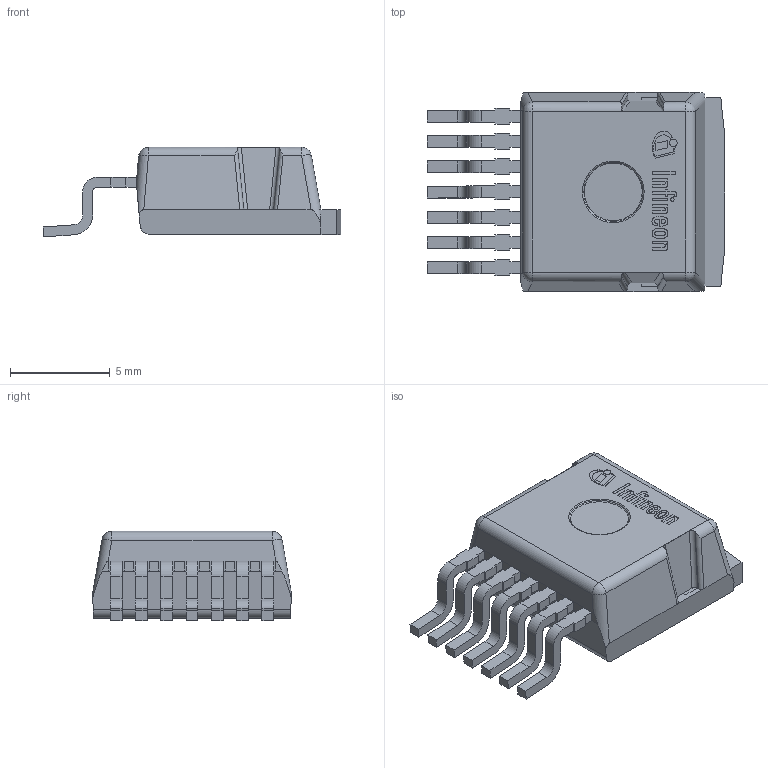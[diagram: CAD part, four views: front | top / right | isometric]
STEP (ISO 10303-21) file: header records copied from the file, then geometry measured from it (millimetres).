
FILE_DESCRIPTION(/* description */ (''),/* implementation_level */ '2;1');
FILE_NAME(/* name */ 'PG-TO263-7-12_3D.stp',/* time_stamp */ '2018-10-04T18:12:22+06:00',/* author */ ('janartha'),/* organization */ (''),/* preprocessor_version */ 'ST-DEVELOPER v16.13',/* originating_system */ 'AutoCAD Mechanical',/* authorisation */ '');
FILE_SCHEMA (('AUTOMOTIVE_DESIGN { 1 0 10303 214 3 1 1 }'));
Length unit declared in the file: millimetre
Products named in the file (1): Product
Bounding box: 14.95 x 10 x 4.51 mm (x, y, z)
Volume: 450 mm3; surface area: 584 mm2
Topology: 21 solids, 21 shells, 434 faces, 1156 edges, 765 vertices
Faces by surface type: plane 267, cylinder 161, sphere 4, torus 2
Full cylindrical faces by diameter (mm): 0.183 x1, 0.378 x1
Entity records: 13567 total; most frequent: CARTESIAN_POINT 2416, DIRECTION 2341, ORIENTED_EDGE 2304, EDGE_CURVE 1152, LINE 817, VECTOR 817, VERTEX_POINT 765, AXIS2_PLACEMENT_3D 762
